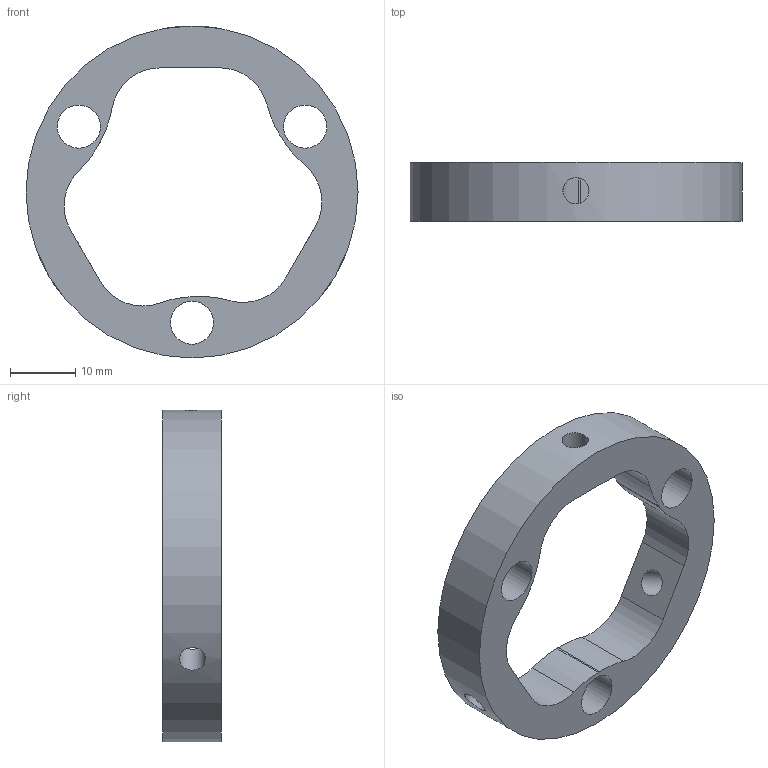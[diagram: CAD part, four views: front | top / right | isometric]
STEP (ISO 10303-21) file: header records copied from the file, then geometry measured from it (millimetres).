
FILE_DESCRIPTION(/* description */ (''),/* implementation_level */ '2;1');
FILE_NAME(/* name */ 'centring mount.step',/* time_stamp */ '2020-10-16T09:58:02+02:00',/* author */ (''),/* organization */ (''),/* preprocessor_version */ 'ST-DEVELOPER v18.1',/* originating_system */ 'Autodesk Translation Framework v9.3.0.1241',/* authorisation */ '');
FILE_SCHEMA (('AUTOMOTIVE_DESIGN { 1 0 10303 214 3 1 1 }'));
Length unit declared in the file: millimetre
Products named in the file (1): centring mount
Bounding box: 50.8 x 9 x 50.8 mm (x, y, z)
Volume: 7396.8 mm3; surface area: 4949.1 mm2
Topology: 1 solids, 1 shells, 27 faces, 77 edges, 52 vertices
Faces by surface type: cylinder 22, plane 5
Full cylindrical faces by diameter (mm): 4 x3, 6.6 x3, 50.8 x1
Entity records: 1081 total; most frequent: CARTESIAN_POINT 260, DIRECTION 169, ORIENTED_EDGE 154, EDGE_CURVE 77, AXIS2_PLACEMENT_3D 69, VERTEX_POINT 52, EDGE_LOOP 41, CIRCLE 41
